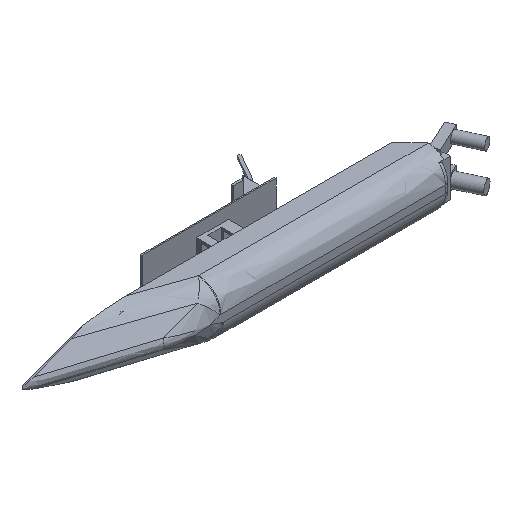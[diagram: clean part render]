
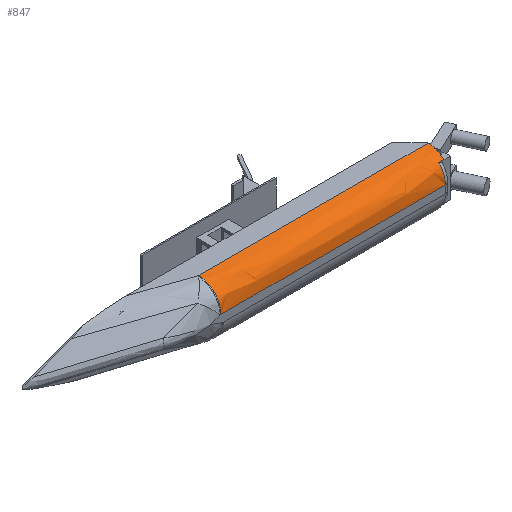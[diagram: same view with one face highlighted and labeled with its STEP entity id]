
A CAD part, isometric view. The second image highlights one B-rep face of the part: STEP entity #847.
In plain terms, the highlighted free-form (B-spline) face has degree [2, 1] with [3, 2] control points.
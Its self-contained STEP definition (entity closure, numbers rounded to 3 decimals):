
#589 = VERTEX_POINT('',#590);
#590 = CARTESIAN_POINT('',(237.889,7.025,
    -12.178));
#613 = EDGE_CURVE('',#589,#614,#616,.T.);
#614 = VERTEX_POINT('',#615);
#615 = CARTESIAN_POINT('',(237.889,0.,-29.138));
#616 = ( BOUNDED_CURVE() B_SPLINE_CURVE(2,(#617,#618,#619),
.UNSPECIFIED.,.F.,.F.) B_SPLINE_CURVE_WITH_KNOTS((3,3),(5.89,
6.676),.PIECEWISE_BEZIER_KNOTS.) CURVE() 
GEOMETRIC_REPRESENTATION_ITEM() RATIONAL_B_SPLINE_CURVE((1.,
0.924,1.)) REPRESENTATION_ITEM('') );
#617 = CARTESIAN_POINT('',(237.889,7.025,
    -12.178));
#618 = CARTESIAN_POINT('',(237.889,0.,-19.203));
#619 = CARTESIAN_POINT('',(237.889,0.,-29.138));
#791 = EDGE_CURVE('',#792,#614,#794,.T.);
#792 = VERTEX_POINT('',#793);
#793 = CARTESIAN_POINT('',(-1.688,0.,-29.138));
#794 = B_SPLINE_CURVE_WITH_KNOTS('',1,(#795,#796),.UNSPECIFIED.,.F.,.F.,
  (2,2),(35.018,209.818),.PIECEWISE_BEZIER_KNOTS.);
#795 = CARTESIAN_POINT('',(-1.688,0.,-29.138));
#796 = CARTESIAN_POINT('',(237.889,0.,-29.138));
#847 = ADVANCED_FACE('',(#848),#880,.T.);
#848 = FACE_BOUND('',#849,.T.);
#849 = EDGE_LOOP('',(#850,#851,#858,#866,#873,#879));
#850 = ORIENTED_EDGE('',*,*,#613,.F.);
#851 = ORIENTED_EDGE('',*,*,#852,.F.);
#852 = EDGE_CURVE('',#853,#589,#855,.T.);
#853 = VERTEX_POINT('',#854);
#854 = CARTESIAN_POINT('',(243.372,7.025,
    -12.178));
#855 = B_SPLINE_CURVE_WITH_KNOTS('',1,(#856,#857),.UNSPECIFIED.,.F.,.F.,
  (2,2),(-213.818,-209.818),.PIECEWISE_BEZIER_KNOTS.);
#856 = CARTESIAN_POINT('',(243.372,7.025,
    -12.178));
#857 = CARTESIAN_POINT('',(237.889,7.025,
    -12.178));
#858 = ORIENTED_EDGE('',*,*,#859,.F.);
#859 = EDGE_CURVE('',#860,#853,#862,.T.);
#860 = VERTEX_POINT('',#861);
#861 = CARTESIAN_POINT('',(243.372,23.985,
    -5.153));
#862 = ( BOUNDED_CURVE() B_SPLINE_CURVE(2,(#863,#864,#865),
.UNSPECIFIED.,.F.,.F.) B_SPLINE_CURVE_WITH_KNOTS((3,3),(5.498,
6.283),.PIECEWISE_BEZIER_KNOTS.) CURVE() 
GEOMETRIC_REPRESENTATION_ITEM() RATIONAL_B_SPLINE_CURVE((1.,
0.924,1.)) REPRESENTATION_ITEM('') );
#863 = CARTESIAN_POINT('',(243.372,23.985,
    -5.153));
#864 = CARTESIAN_POINT('',(243.372,14.05,
    -5.153));
#865 = CARTESIAN_POINT('',(243.372,7.025,
    -12.178));
#866 = ORIENTED_EDGE('',*,*,#867,.F.);
#867 = EDGE_CURVE('',#868,#860,#870,.T.);
#868 = VERTEX_POINT('',#869);
#869 = CARTESIAN_POINT('',(-1.688,23.985,
    -5.153));
#870 = B_SPLINE_CURVE_WITH_KNOTS('',1,(#871,#872),.UNSPECIFIED.,.F.,.F.,
  (2,2),(-119.8,59.),.PIECEWISE_BEZIER_KNOTS.);
#871 = CARTESIAN_POINT('',(-1.688,23.985,
    -5.153));
#872 = CARTESIAN_POINT('',(243.372,23.985,
    -5.153));
#873 = ORIENTED_EDGE('',*,*,#874,.F.);
#874 = EDGE_CURVE('',#792,#868,#875,.T.);
#875 = ( BOUNDED_CURVE() B_SPLINE_CURVE(2,(#876,#877,#878),
.UNSPECIFIED.,.F.,.F.) B_SPLINE_CURVE_WITH_KNOTS((3,3),(0.,
1.571),.PIECEWISE_BEZIER_KNOTS.) CURVE() 
GEOMETRIC_REPRESENTATION_ITEM() RATIONAL_B_SPLINE_CURVE((1.,
0.707,1.)) REPRESENTATION_ITEM('') );
#876 = CARTESIAN_POINT('',(-1.688,0.,-29.138));
#877 = CARTESIAN_POINT('',(-1.688,0.,-5.153));
#878 = CARTESIAN_POINT('',(-1.688,23.985,
    -5.153));
#879 = ORIENTED_EDGE('',*,*,#791,.T.);
#880 = ( BOUNDED_SURFACE() B_SPLINE_SURFACE(2,1,(
    (#881,#882)
    ,(#883,#884)
,(#885,#886
    )),.UNSPECIFIED.,.F.,.F.,.F.) B_SPLINE_SURFACE_WITH_KNOTS((3,3),(2,2
    ),(5.498,7.069),(35.018,213.818),
.PIECEWISE_BEZIER_KNOTS.) GEOMETRIC_REPRESENTATION_ITEM() 
RATIONAL_B_SPLINE_SURFACE((
    (1.,1.)
    ,(0.707,0.707)
,(1.,1.))) REPRESENTATION_ITEM('') SURFACE() );
#881 = CARTESIAN_POINT('',(-1.688,23.985,
    -5.153));
#882 = CARTESIAN_POINT('',(243.372,23.985,
    -5.153));
#883 = CARTESIAN_POINT('',(-1.688,0.,
    -5.153));
#884 = CARTESIAN_POINT('',(243.372,0.,
    -5.153));
#885 = CARTESIAN_POINT('',(-1.688,0.,-29.138));
#886 = CARTESIAN_POINT('',(243.372,0.,-29.138));
